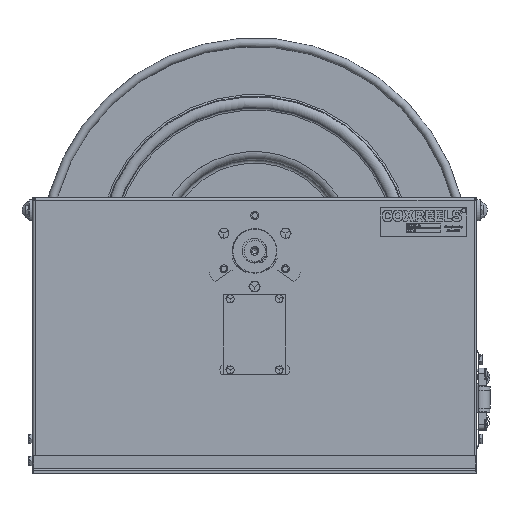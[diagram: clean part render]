
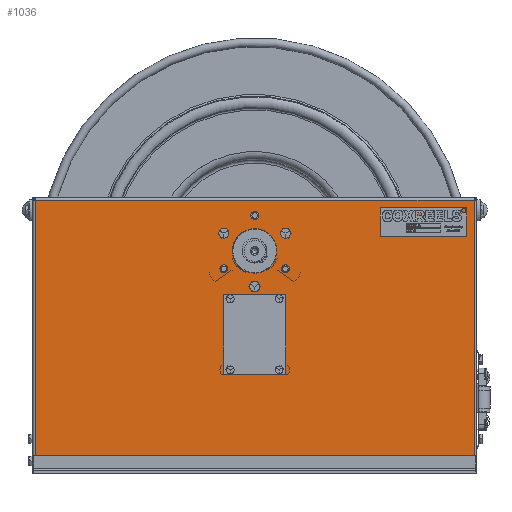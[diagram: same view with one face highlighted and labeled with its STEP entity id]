
A CAD part, top view. The second image highlights one B-rep face of the part: STEP entity #1036.
In plain terms, the highlighted planar face has unit normal (0, 0, 1).
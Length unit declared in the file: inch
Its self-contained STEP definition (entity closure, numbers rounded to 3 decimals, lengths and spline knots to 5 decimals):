
#667=CARTESIAN_POINT('',(-12.3506,-7.75,0.0747));
#668=VERTEX_POINT('',#667);
#676=CARTESIAN_POINT('',(-12.3506,7.6006,0.0747));
#677=VERTEX_POINT('',#676);
#678=CARTESIAN_POINT('',(-12.3506,7.6006,0.0747));
#679=DIRECTION('',(0.0,-1.0,0.0));
#680=VECTOR('',#679,15.3506);
#681=LINE('',#678,#680);
#682=EDGE_CURVE('',#677,#668,#681,.T.);
#708=CARTESIAN_POINT('',(12.3506,7.6006,0.0747));
#709=VERTEX_POINT('',#708);
#710=CARTESIAN_POINT('',(12.3506,7.6006,0.0747));
#711=DIRECTION('',(-1.0,0.0,0.0));
#712=VECTOR('',#711,24.7012);
#713=LINE('',#710,#712);
#714=EDGE_CURVE('',#709,#677,#713,.T.);
#756=CARTESIAN_POINT('',(12.3506,-7.75,0.0747));
#757=VERTEX_POINT('',#756);
#758=CARTESIAN_POINT('',(12.3506,-7.75,0.0747));
#759=DIRECTION('',(0.0,1.0,0.0));
#760=VECTOR('',#759,15.3506);
#761=LINE('',#758,#760);
#762=EDGE_CURVE('',#757,#709,#761,.T.);
#865=CARTESIAN_POINT('',(0.,0.,0.0747));
#866=DIRECTION('',(0.0,0.0,1.0));
#867=DIRECTION('',(1.0,0.0,0.0));
#868=AXIS2_PLACEMENT_3D('',#865,#866,#867);
#869=PLANE('',#868);
#870=ORIENTED_EDGE('',*,*,#682,.T.);
#871=CARTESIAN_POINT('',(12.3506,-7.75,0.0747));
#872=DIRECTION('',(-1.0,0.0,0.0));
#873=VECTOR('',#872,24.7012);
#874=LINE('',#871,#873);
#875=EDGE_CURVE('',#757,#668,#874,.T.);
#876=ORIENTED_EDGE('',*,*,#875,.F.);
#877=ORIENTED_EDGE('',*,*,#762,.T.);
#878=ORIENTED_EDGE('',*,*,#714,.T.);
#879=EDGE_LOOP('',(#870,#876,#877,#878));
#880=FACE_OUTER_BOUND('',#879,.T.);
#881=CARTESIAN_POINT('',(-1.,-1.94,0.0747));
#882=VERTEX_POINT('',#881);
#883=CARTESIAN_POINT('',(-1.,2.06,0.0747));
#884=VERTEX_POINT('',#883);
#885=CARTESIAN_POINT('',(-1.,-1.94,0.0747));
#886=DIRECTION('',(0.0,1.0,0.0));
#887=VECTOR('',#886,4.0);
#888=LINE('',#885,#887);
#889=EDGE_CURVE('',#882,#884,#888,.T.);
#890=ORIENTED_EDGE('',*,*,#889,.T.);
#891=CARTESIAN_POINT('',(1.0,2.06,0.0747));
#892=VERTEX_POINT('',#891);
#893=CARTESIAN_POINT('',(-1.,2.06,0.0747));
#894=DIRECTION('',(1.0,0.0,0.0));
#895=VECTOR('',#894,2.);
#896=LINE('',#893,#895);
#897=EDGE_CURVE('',#884,#892,#896,.T.);
#898=ORIENTED_EDGE('',*,*,#897,.T.);
#899=CARTESIAN_POINT('',(1.,-1.94,0.0747));
#900=VERTEX_POINT('',#899);
#901=CARTESIAN_POINT('',(1.,2.06,0.0747));
#902=DIRECTION('',(0.0,-1.0,0.0));
#903=VECTOR('',#902,4.);
#904=LINE('',#901,#903);
#905=EDGE_CURVE('',#892,#900,#904,.T.);
#906=ORIENTED_EDGE('',*,*,#905,.T.);
#907=CARTESIAN_POINT('',(1.,-1.94,0.0747));
#908=DIRECTION('',(-1.0,0.0,0.0));
#909=VECTOR('',#908,2.0);
#910=LINE('',#907,#909);
#911=EDGE_CURVE('',#900,#882,#910,.T.);
#912=ORIENTED_EDGE('',*,*,#911,.T.);
#913=EDGE_LOOP('',(#890,#898,#906,#912));
#914=FACE_BOUND('',#913,.T.);
#915=CARTESIAN_POINT('',(1.53,-1.94,0.0747));
#916=VERTEX_POINT('',#915);
#917=CARTESIAN_POINT('',(1.375,-1.94,0.0747));
#918=DIRECTION('',(0.0,0.0,-1.0));
#919=DIRECTION('',(1.0,0.0,0.0));
#920=AXIS2_PLACEMENT_3D('',#917,#918,#919);
#921=CIRCLE('',#920,0.155);
#922=EDGE_CURVE('',#916,#916,#921,.T.);
#923=ORIENTED_EDGE('',*,*,#922,.T.);
#924=EDGE_LOOP('',(#923));
#925=FACE_BOUND('',#924,.T.);
#926=CARTESIAN_POINT('',(-1.22,2.06,0.0747));
#927=VERTEX_POINT('',#926);
#928=CARTESIAN_POINT('',(-1.375,2.06,0.0747));
#929=DIRECTION('',(0.0,0.0,-1.0));
#930=DIRECTION('',(1.0,0.0,0.0));
#931=AXIS2_PLACEMENT_3D('',#928,#929,#930);
#932=CIRCLE('',#931,0.155);
#933=EDGE_CURVE('',#927,#927,#932,.T.);
#934=ORIENTED_EDGE('',*,*,#933,.T.);
#935=EDGE_LOOP('',(#934));
#936=FACE_BOUND('',#935,.T.);
#937=CARTESIAN_POINT('',(1.53,2.06,0.0747));
#938=VERTEX_POINT('',#937);
#939=CARTESIAN_POINT('',(1.375,2.06,0.0747));
#940=DIRECTION('',(0.0,0.0,-1.0));
#941=DIRECTION('',(1.0,0.0,0.0));
#942=AXIS2_PLACEMENT_3D('',#939,#940,#941);
#943=CIRCLE('',#942,0.155);
#944=EDGE_CURVE('',#938,#938,#943,.T.);
#945=ORIENTED_EDGE('',*,*,#944,.T.);
#946=EDGE_LOOP('',(#945));
#947=FACE_BOUND('',#946,.T.);
#948=CARTESIAN_POINT('',(-1.22,-1.94,0.0747));
#949=VERTEX_POINT('',#948);
#950=CARTESIAN_POINT('',(-1.375,-1.94,0.0747));
#951=DIRECTION('',(0.0,0.0,-1.0));
#952=DIRECTION('',(1.0,0.0,0.0));
#953=AXIS2_PLACEMENT_3D('',#950,#951,#952);
#954=CIRCLE('',#953,0.155);
#955=EDGE_CURVE('',#949,#949,#954,.T.);
#956=ORIENTED_EDGE('',*,*,#955,.T.);
#957=EDGE_LOOP('',(#956));
#958=FACE_BOUND('',#957,.T.);
#959=CARTESIAN_POINT('',(1.95205,3.75,0.0747));
#960=VERTEX_POINT('',#959);
#961=CARTESIAN_POINT('',(1.73205,3.75,0.0747));
#962=DIRECTION('',(0.0,0.0,-1.0));
#963=DIRECTION('',(1.0,0.0,0.0));
#964=AXIS2_PLACEMENT_3D('',#961,#962,#963);
#965=CIRCLE('',#964,0.22);
#966=EDGE_CURVE('',#960,#960,#965,.T.);
#967=ORIENTED_EDGE('',*,*,#966,.T.);
#968=EDGE_LOOP('',(#967));
#969=FACE_BOUND('',#968,.T.);
#970=CARTESIAN_POINT('',(-1.51205,3.75,0.0747));
#971=VERTEX_POINT('',#970);
#972=CARTESIAN_POINT('',(-1.73205,3.75,0.0747));
#973=DIRECTION('',(0.0,0.0,-1.0));
#974=DIRECTION('',(1.0,0.0,0.0));
#975=AXIS2_PLACEMENT_3D('',#972,#973,#974);
#976=CIRCLE('',#975,0.22);
#977=EDGE_CURVE('',#971,#971,#976,.T.);
#978=ORIENTED_EDGE('',*,*,#977,.T.);
#979=EDGE_LOOP('',(#978));
#980=FACE_BOUND('',#979,.T.);
#981=CARTESIAN_POINT('',(0.22,6.75,0.0747));
#982=VERTEX_POINT('',#981);
#983=CARTESIAN_POINT('',(0.0,6.75,0.0747));
#984=DIRECTION('',(0.0,0.0,-1.0));
#985=DIRECTION('',(1.0,0.0,0.0));
#986=AXIS2_PLACEMENT_3D('',#983,#984,#985);
#987=CIRCLE('',#986,0.22);
#988=EDGE_CURVE('',#982,#982,#987,.T.);
#989=ORIENTED_EDGE('',*,*,#988,.T.);
#990=EDGE_LOOP('',(#989));
#991=FACE_BOUND('',#990,.T.);
#992=CARTESIAN_POINT('',(-1.51205,5.75,0.0747));
#993=VERTEX_POINT('',#992);
#994=CARTESIAN_POINT('',(-1.73205,5.75,0.0747));
#995=DIRECTION('',(0.0,0.0,-1.0));
#996=DIRECTION('',(1.0,0.0,0.0));
#997=AXIS2_PLACEMENT_3D('',#994,#995,#996);
#998=CIRCLE('',#997,0.22);
#999=EDGE_CURVE('',#993,#993,#998,.T.);
#1000=ORIENTED_EDGE('',*,*,#999,.T.);
#1001=EDGE_LOOP('',(#1000));
#1002=FACE_BOUND('',#1001,.T.);
#1003=CARTESIAN_POINT('',(0.22,2.75,0.0747));
#1004=VERTEX_POINT('',#1003);
#1005=CARTESIAN_POINT('',(0.0,2.75,0.0747));
#1006=DIRECTION('',(0.0,0.0,-1.0));
#1007=DIRECTION('',(1.0,0.0,0.0));
#1008=AXIS2_PLACEMENT_3D('',#1005,#1006,#1007);
#1009=CIRCLE('',#1008,0.22);
#1010=EDGE_CURVE('',#1004,#1004,#1009,.T.);
#1011=ORIENTED_EDGE('',*,*,#1010,.T.);
#1012=EDGE_LOOP('',(#1011));
#1013=FACE_BOUND('',#1012,.T.);
#1014=CARTESIAN_POINT('',(1.95205,5.75,0.0747));
#1015=VERTEX_POINT('',#1014);
#1016=CARTESIAN_POINT('',(1.73205,5.75,0.0747));
#1017=DIRECTION('',(0.0,0.0,-1.0));
#1018=DIRECTION('',(1.0,0.0,0.0));
#1019=AXIS2_PLACEMENT_3D('',#1016,#1017,#1018);
#1020=CIRCLE('',#1019,0.22);
#1021=EDGE_CURVE('',#1015,#1015,#1020,.T.);
#1022=ORIENTED_EDGE('',*,*,#1021,.T.);
#1023=EDGE_LOOP('',(#1022));
#1024=FACE_BOUND('',#1023,.T.);
#1025=CARTESIAN_POINT('',(1.14,4.75,0.0747));
#1026=VERTEX_POINT('',#1025);
#1027=CARTESIAN_POINT('',(0.0,4.75,0.0747));
#1028=DIRECTION('',(0.0,0.0,-1.0));
#1029=DIRECTION('',(-1.0,0.0,0.0));
#1030=AXIS2_PLACEMENT_3D('',#1027,#1028,#1029);
#1031=CIRCLE('',#1030,1.14);
#1032=EDGE_CURVE('',#1026,#1026,#1031,.T.);
#1033=ORIENTED_EDGE('',*,*,#1032,.T.);
#1034=EDGE_LOOP('',(#1033));
#1035=FACE_BOUND('',#1034,.T.);
#1036=ADVANCED_FACE('',(#880,#914,#925,#936,#947,#958,#969,#980,#991,#1002,#1013,#1024,#1035),#869,.T.);
